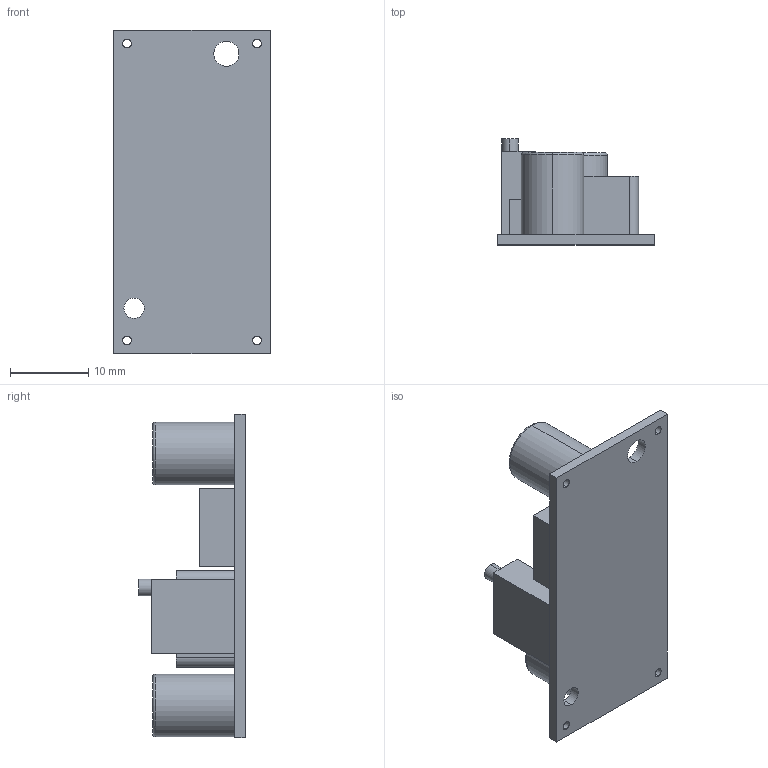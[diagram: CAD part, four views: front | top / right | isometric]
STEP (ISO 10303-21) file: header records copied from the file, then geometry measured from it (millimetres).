
FILE_DESCRIPTION (( 'STEP AP214' ), '1' );
FILE_NAME ('Switching power supply.STEP', '2016-07-05T06:48:34', ( '' ), ( '' ), 'SwSTEP 2.0', 'SolidWorks 2016', '' );
FILE_SCHEMA (( 'AUTOMOTIVE_DESIGN' ));
Length unit declared in the file: millimetre
Products named in the file (1): Switching power supply
Bounding box: 20 x 13.56 x 41.3 mm (x, y, z)
Volume: 4032.5 mm3; surface area: 3160.3 mm2
Topology: 1 solids, 1 shells, 51 faces, 125 edges, 81 vertices
Faces by surface type: plane 25, cylinder 22, torus 4
Entity records: 1959 total; most frequent: DIRECTION 282, CARTESIAN_POINT 258, ORIENTED_EDGE 250, EDGE_CURVE 125, AXIS2_PLACEMENT_3D 105, VERTEX_POINT 81, LINE 72, VECTOR 72
